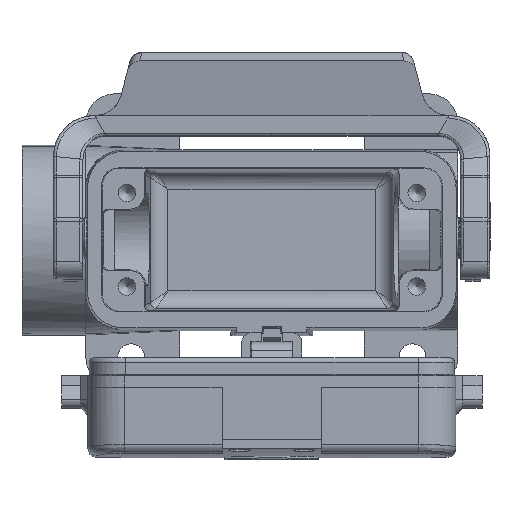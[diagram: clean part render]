
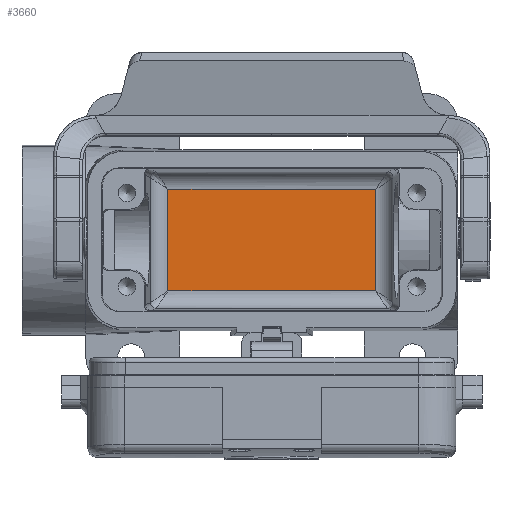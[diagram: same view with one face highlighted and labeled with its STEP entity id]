
A CAD part, top view. The second image highlights one B-rep face of the part: STEP entity #3660.
In plain terms, the highlighted planar face has unit normal (0, 0, 1).
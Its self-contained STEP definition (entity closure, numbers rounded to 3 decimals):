
#2865=FACE_OUTER_BOUND('',#5121,.T.);
#3660=ADVANCED_FACE('',(#2865),#4514,.F.);
#4514=PLANE('',#21095);
#5121=EDGE_LOOP('',(#6357,#6358,#6359,#6360));
#6357=ORIENTED_EDGE('',*,*,#12095,.T.);
#6358=ORIENTED_EDGE('',*,*,#12096,.F.);
#6359=ORIENTED_EDGE('',*,*,#12097,.T.);
#6360=ORIENTED_EDGE('',*,*,#12098,.T.);
#10644=VERTEX_POINT('',#29196);
#10645=VERTEX_POINT('',#29197);
#10646=VERTEX_POINT('',#29199);
#10647=VERTEX_POINT('',#29201);
#12095=EDGE_CURVE('',#10644,#10645,#17057,.T.);
#12096=EDGE_CURVE('',#10646,#10645,#17058,.T.);
#12097=EDGE_CURVE('',#10646,#10647,#17059,.T.);
#12098=EDGE_CURVE('',#10647,#10644,#17060,.T.);
#17057=LINE('',#29195,#18385);
#17058=LINE('',#29198,#18386);
#17059=LINE('',#29200,#18387);
#17060=LINE('',#29202,#18388);
#18385=VECTOR('',#22865,1.);
#18386=VECTOR('',#22866,1.);
#18387=VECTOR('',#22867,1.);
#18388=VECTOR('',#22868,1.);
#21095=AXIS2_PLACEMENT_3D('',#29203,#22869,#22870);
#22865=DIRECTION('',(0.,1.,0.));
#22866=DIRECTION('',(1.,0.,0.));
#22867=DIRECTION('',(0.,-1.,0.));
#22868=DIRECTION('',(1.,0.,0.));
#22869=DIRECTION('',(0.,0.,-1.));
#22870=DIRECTION('',(-1.,0.,0.));
#29195=CARTESIAN_POINT('',(17.74,0.,-39.));
#29196=CARTESIAN_POINT('',(17.74,-8.677,-39.));
#29197=CARTESIAN_POINT('',(17.74,8.677,-39.));
#29198=CARTESIAN_POINT('',(20.575,8.677,-39.));
#29199=CARTESIAN_POINT('',(-17.74,8.677,-39.));
#29200=CARTESIAN_POINT('',(-17.74,-10.601,-39.));
#29201=CARTESIAN_POINT('',(-17.74,-8.677,-39.));
#29202=CARTESIAN_POINT('',(20.575,-8.677,-39.));
#29203=CARTESIAN_POINT('',(20.575,-12.075,-39.));
